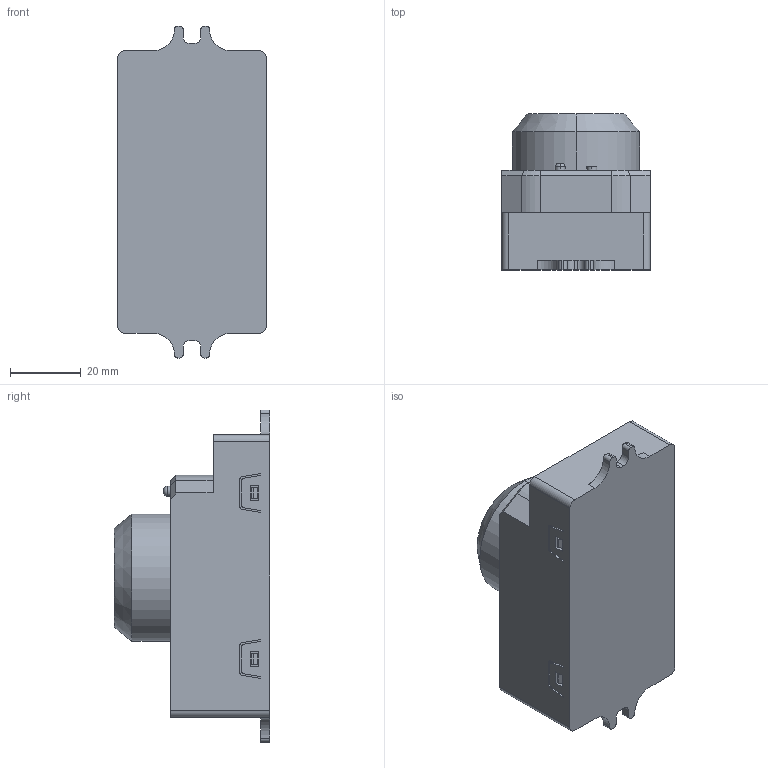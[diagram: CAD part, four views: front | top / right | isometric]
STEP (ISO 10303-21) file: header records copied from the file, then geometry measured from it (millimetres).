
FILE_DESCRIPTION (( 'STEP AP214' ), '1' );
FILE_NAME ('LDD11-201MB-1200-001 Äàò÷èê äâèæåíèÿ ÄÄ-ÌÂ 201 áåëûé, 1200Âò, 360 ãð.,8Ì,IP20,IEK.STEP', '2017-08-31T08:10:37', ( '' ), ( '' ), 'SwSTEP 2.0', 'SolidWorks 2014', '' );
FILE_SCHEMA (( 'AUTOMOTIVE_DESIGN' ));
Length unit declared in the file: millimetre
Products named in the file (1): LDD11-201MB-1200-001 Äàò÷èê äâèæåíèÿ ÄÄ-ÌÂ 201 áåëûé, 1200Âò, 360 ãð.,8Ì,IP20,IEK
Bounding box: 42 x 44.1 x 94 mm (x, y, z)
Volume: 98913.6 mm3; surface area: 15853.3 mm2
Topology: 1 solids, 1 shells, 263 faces, 676 edges, 444 vertices
Faces by surface type: plane 197, cylinder 56, cone 8, torus 2
Entity records: 7948 total; most frequent: CARTESIAN_POINT 1387, ORIENTED_EDGE 1352, DIRECTION 1327, EDGE_CURVE 676, LINE 551, VECTOR 551, VERTEX_POINT 444, AXIS2_PLACEMENT_3D 388
